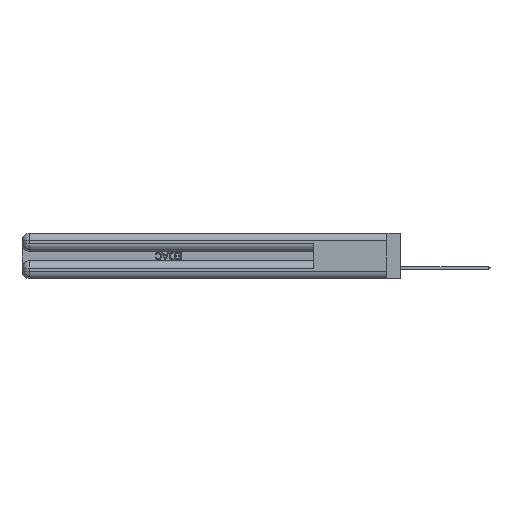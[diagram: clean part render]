
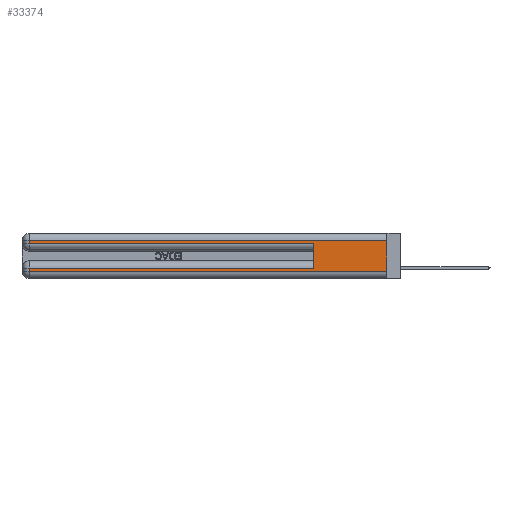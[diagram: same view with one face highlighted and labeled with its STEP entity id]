
A CAD part, left-side view. The second image highlights one B-rep face of the part: STEP entity #33374.
In plain terms, the highlighted planar face has unit normal (-1, 0, 0).
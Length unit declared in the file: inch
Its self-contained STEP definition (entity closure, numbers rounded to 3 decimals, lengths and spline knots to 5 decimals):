
#1737 = EDGE_CURVE ( 'NONE', #39465, #16046, #35666, .T. ) ;
#2076 = CARTESIAN_POINT ( 'NONE',  ( 0., 0.6, 0.285 ) ) ;
#3072 = VERTEX_POINT ( 'NONE', #43246 ) ;
#3452 = CARTESIAN_POINT ( 'NONE',  ( 0., 2.94, 0.31 ) ) ;
#3830 = VECTOR ( 'NONE', #20774, 39.37008 ) ;
#4400 = FACE_OUTER_BOUND ( 'NONE', #24930, .T. ) ;
#4419 = LINE ( 'NONE', #25592, #35664 ) ;
#4687 = CARTESIAN_POINT ( 'NONE',  ( 0., 0., 0.37 ) ) ;
#5436 = ORIENTED_EDGE ( 'NONE', *, *, #35555, .T. ) ;
#5902 = DIRECTION ( 'NONE',  ( 0., 1., 0. ) ) ;
#6083 = CARTESIAN_POINT ( 'NONE',  ( 0., 0., 0.06 ) ) ;
#6413 = CARTESIAN_POINT ( 'NONE',  ( 0., 0., 0.085 ) ) ;
#7463 = LINE ( 'NONE', #40161, #3830 ) ;
#7789 = VECTOR ( 'NONE', #14154, 39.37008 ) ;
#8996 = LINE ( 'NONE', #6413, #48682 ) ;
#10328 = DIRECTION ( 'NONE',  ( 0., 0., -1. ) ) ;
#10637 = VERTEX_POINT ( 'NONE', #26023 ) ;
#11636 = EDGE_CURVE ( 'NONE', #10637, #3072, #8996, .T. ) ;
#12032 = EDGE_CURVE ( 'NONE', #10637, #16046, #40831, .T. ) ;
#12330 = VERTEX_POINT ( 'NONE', #34644 ) ;
#14029 = CARTESIAN_POINT ( 'NONE',  ( 0., 0.6, 0.145 ) ) ;
#14154 = DIRECTION ( 'NONE',  ( 0., -1., 0. ) ) ;
#14401 = ORIENTED_EDGE ( 'NONE', *, *, #18079, .T. ) ;
#16046 = VERTEX_POINT ( 'NONE', #2076 ) ;
#17261 = CARTESIAN_POINT ( 'NONE',  ( 0., 0., 0.31 ) ) ;
#17396 = CARTESIAN_POINT ( 'NONE',  ( 0., 0., 0.285 ) ) ;
#18079 = EDGE_CURVE ( 'NONE', #46124, #39465, #4419, .T. ) ;
#19786 = ORIENTED_EDGE ( 'NONE', *, *, #12032, .F. ) ;
#19894 = PLANE ( 'NONE',  #42819 ) ;
#20774 = DIRECTION ( 'NONE',  ( 0., 1., 0. ) ) ;
#21865 = ORIENTED_EDGE ( 'NONE', *, *, #11636, .T. ) ;
#22606 = LINE ( 'NONE', #37898, #45466 ) ;
#24930 = EDGE_LOOP ( 'NONE', ( #34171, #33822, #14401, #49047, #19786, #21865, #5436, #29694 ) ) ;
#25243 = DIRECTION ( 'NONE',  ( 0., 0., -1. ) ) ;
#25410 = CARTESIAN_POINT ( 'NONE',  ( 0., 2.94, 0.37 ) ) ;
#25461 = VECTOR ( 'NONE', #45010, 39.37008 ) ;
#25592 = CARTESIAN_POINT ( 'NONE',  ( 0., 2.94, 0.37 ) ) ;
#26023 = CARTESIAN_POINT ( 'NONE',  ( 0., 0.6, 0.085 ) ) ;
#26158 = EDGE_CURVE ( 'NONE', #38460, #12330, #46753, .T. ) ;
#29146 = DIRECTION ( 'NONE',  ( 0., 0., -1. ) ) ;
#29694 = ORIENTED_EDGE ( 'NONE', *, *, #26158, .T. ) ;
#31183 = VECTOR ( 'NONE', #25243, 39.37008 ) ;
#33351 = DIRECTION ( 'NONE',  ( 0., 0., 1. ) ) ;
#33374 = ADVANCED_FACE ( 'NONE', ( #4400 ), #19894, .F. ) ;
#33821 = VERTEX_POINT ( 'NONE', #17261 ) ;
#33822 = ORIENTED_EDGE ( 'NONE', *, *, #41829, .T. ) ;
#34171 = ORIENTED_EDGE ( 'NONE', *, *, #45968, .F. ) ;
#34644 = CARTESIAN_POINT ( 'NONE',  ( 0., 0., 0.06 ) ) ;
#35140 = CARTESIAN_POINT ( 'NONE',  ( 0., 2.94, 0.06 ) ) ;
#35555 = EDGE_CURVE ( 'NONE', #3072, #38460, #43839, .T. ) ;
#35664 = VECTOR ( 'NONE', #29146, 39.37008 ) ;
#35666 = LINE ( 'NONE', #17396, #25461 ) ;
#37898 = CARTESIAN_POINT ( 'NONE',  ( 0., 0., 0.37 ) ) ;
#38460 = VERTEX_POINT ( 'NONE', #35140 ) ;
#39465 = VERTEX_POINT ( 'NONE', #41855 ) ;
#40161 = CARTESIAN_POINT ( 'NONE',  ( 0., 0., 0.31 ) ) ;
#40231 = VECTOR ( 'NONE', #33351, 39.37008 ) ;
#40831 = LINE ( 'NONE', #14029, #40231 ) ;
#41829 = EDGE_CURVE ( 'NONE', #33821, #46124, #7463, .T. ) ;
#41855 = CARTESIAN_POINT ( 'NONE',  ( 0., 2.94, 0.285 ) ) ;
#42819 = AXIS2_PLACEMENT_3D ( 'NONE', #4687, #46335, #43813 ) ;
#43246 = CARTESIAN_POINT ( 'NONE',  ( 0., 2.94, 0.085 ) ) ;
#43813 = DIRECTION ( 'NONE',  ( 0., 0., -1. ) ) ;
#43839 = LINE ( 'NONE', #25410, #31183 ) ;
#45010 = DIRECTION ( 'NONE',  ( 0., -1., 0. ) ) ;
#45466 = VECTOR ( 'NONE', #10328, 39.37008 ) ;
#45968 = EDGE_CURVE ( 'NONE', #33821, #12330, #22606, .T. ) ;
#46124 = VERTEX_POINT ( 'NONE', #3452 ) ;
#46335 = DIRECTION ( 'NONE',  ( 1., 0., 0. ) ) ;
#46753 = LINE ( 'NONE', #6083, #7789 ) ;
#48682 = VECTOR ( 'NONE', #5902, 39.37008 ) ;
#49047 = ORIENTED_EDGE ( 'NONE', *, *, #1737, .T. ) ;
